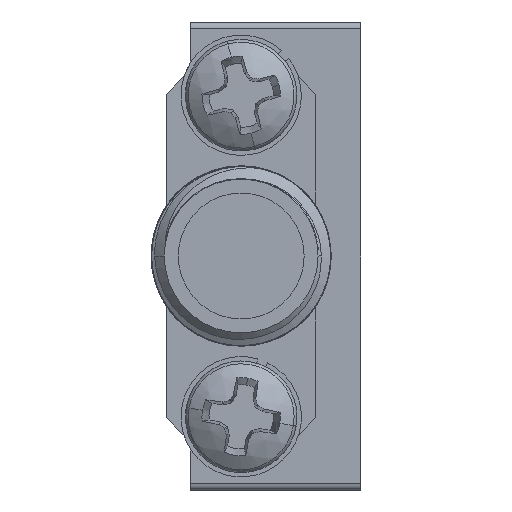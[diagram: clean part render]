
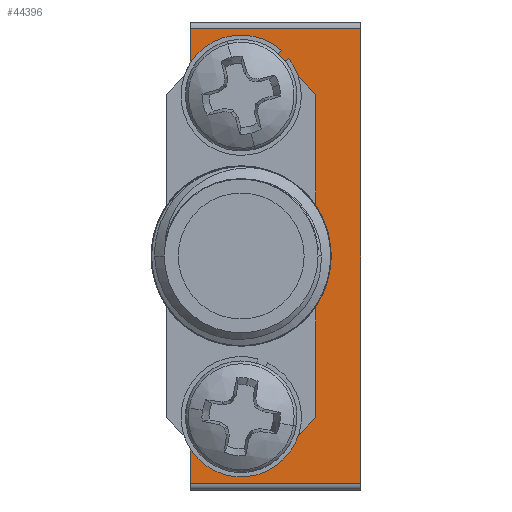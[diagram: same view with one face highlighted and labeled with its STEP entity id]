
A CAD part, left-side view. The second image highlights one B-rep face of the part: STEP entity #44396.
In plain terms, the highlighted planar face has unit normal (-1, 0, 0).
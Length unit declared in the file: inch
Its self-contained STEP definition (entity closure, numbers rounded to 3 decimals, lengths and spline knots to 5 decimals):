
#14 = CARTESIAN_POINT ( 'NONE',  ( -0.55421, -0.0183, 0.06832 ) ) ;
#598 = CARTESIAN_POINT ( 'NONE',  ( -0.55421, -0.1973, 0.17782 ) ) ;
#753 = VECTOR ( 'NONE', #21926, 39.37008 ) ;
#1393 = EDGE_CURVE ( 'NONE', #37683, #42957, #20401, .T. ) ;
#1488 = AXIS2_PLACEMENT_3D ( 'NONE', #14, #23075, #7162 ) ;
#2272 = ORIENTED_EDGE ( 'NONE', *, *, #29151, .F. ) ;
#2368 = FACE_BOUND ( 'NONE', #28945, .T. ) ;
#3529 = CARTESIAN_POINT ( 'NONE',  ( -0.55421, -0.0903, 0.01982 ) ) ;
#5735 = EDGE_CURVE ( 'NONE', #51528, #48352, #44790, .T. ) ;
#6216 = CIRCLE ( 'NONE', #34876, 0.043 ) ;
#6442 = VECTOR ( 'NONE', #14609, 39.37008 ) ;
#6489 = DIRECTION ( 'NONE',  ( 0., 0., 1. ) ) ;
#6654 = EDGE_CURVE ( 'NONE', #51528, #16946, #52160, .T. ) ;
#7162 = DIRECTION ( 'NONE',  ( 0., 0., 1. ) ) ;
#7203 = CARTESIAN_POINT ( 'NONE',  ( -0.55421, 0.0577, 0.01982 ) ) ;
#7980 = CARTESIAN_POINT ( 'NONE',  ( -0.55421, -0.1973, 0.01982 ) ) ;
#10508 = CARTESIAN_POINT ( 'NONE',  ( -0.55421, -0.0183, -0.36968 ) ) ;
#10679 = CARTESIAN_POINT ( 'NONE',  ( -0.55421, 0.0577, -0.36418 ) ) ;
#11430 = VERTEX_POINT ( 'NONE', #24585 ) ;
#11551 = CARTESIAN_POINT ( 'NONE',  ( -0.55421, -0.0183, 0.11132 ) ) ;
#12130 = ORIENTED_EDGE ( 'NONE', *, *, #40474, .F. ) ;
#12217 = CARTESIAN_POINT ( 'NONE',  ( -0.55421, -0.1973, -0.51218 ) ) ;
#13025 = EDGE_LOOP ( 'NONE', ( #12130, #20954, #48914, #48806, #27010, #40571, #32841, #15107 ) ) ;
#13331 = CARTESIAN_POINT ( 'NONE',  ( -0.55421, 0.0577, -0.52218 ) ) ;
#13453 = CARTESIAN_POINT ( 'NONE',  ( -0.55421, -0.1973, -0.51218 ) ) ;
#13509 = AXIS2_PLACEMENT_3D ( 'NONE', #34190, #18519, #34427 ) ;
#14314 = AXIS2_PLACEMENT_3D ( 'NONE', #48580, #16306, #23753 ) ;
#14350 = CARTESIAN_POINT ( 'NONE',  ( -0.55421, -0.0903, -0.35418 ) ) ;
#14609 = DIRECTION ( 'NONE',  ( 0., 0., 1. ) ) ;
#14720 = CARTESIAN_POINT ( 'NONE',  ( -0.55421, -0.0183, -0.41268 ) ) ;
#15107 = ORIENTED_EDGE ( 'NONE', *, *, #5735, .T. ) ;
#15500 = VECTOR ( 'NONE', #44273, 39.37008 ) ;
#16306 = DIRECTION ( 'NONE',  ( -1., 0., 0. ) ) ;
#16946 = VERTEX_POINT ( 'NONE', #43552 ) ;
#18519 = DIRECTION ( 'NONE',  ( 1., 0., 0. ) ) ;
#18822 = EDGE_CURVE ( 'NONE', #26672, #16946, #23586, .T. ) ;
#19953 = LINE ( 'NONE', #598, #15500 ) ;
#20401 = LINE ( 'NONE', #20914, #37774 ) ;
#20407 = EDGE_CURVE ( 'NONE', #28496, #28990, #6216, .T. ) ;
#20672 = DIRECTION ( 'NONE',  ( 0., 0., 1. ) ) ;
#20914 = CARTESIAN_POINT ( 'NONE',  ( -0.55421, -0.1973, -0.36418 ) ) ;
#20954 = ORIENTED_EDGE ( 'NONE', *, *, #1393, .T. ) ;
#21926 = DIRECTION ( 'NONE',  ( 0., -1., 0. ) ) ;
#23075 = DIRECTION ( 'NONE',  ( -1., 0., 0. ) ) ;
#23586 = LINE ( 'NONE', #34693, #48989 ) ;
#23753 = DIRECTION ( 'NONE',  ( 0., 0., 1. ) ) ;
#24585 = CARTESIAN_POINT ( 'NONE',  ( -0.55421, 0.0577, -0.51218 ) ) ;
#25768 = CARTESIAN_POINT ( 'NONE',  ( -0.55421, -0.0183, -0.45568 ) ) ;
#26414 = DIRECTION ( 'NONE',  ( 0., 0., 1. ) ) ;
#26672 = VERTEX_POINT ( 'NONE', #49187 ) ;
#27010 = ORIENTED_EDGE ( 'NONE', *, *, #37493, .F. ) ;
#27576 = CARTESIAN_POINT ( 'NONE',  ( -0.55421, -0.0183, 0.02532 ) ) ;
#27673 = EDGE_CURVE ( 'NONE', #28990, #28496, #51653, .T. ) ;
#28496 = VERTEX_POINT ( 'NONE', #10508 ) ;
#28945 = EDGE_LOOP ( 'NONE', ( #2272, #33431 ) ) ;
#28990 = VERTEX_POINT ( 'NONE', #25768 ) ;
#29139 = DIRECTION ( 'NONE',  ( 0., 1., 0. ) ) ;
#29151 = EDGE_CURVE ( 'NONE', #45607, #40752, #41223, .T. ) ;
#29951 = PLANE ( 'NONE',  #13509 ) ;
#30312 = VECTOR ( 'NONE', #45073, 39.37008 ) ;
#30715 = FACE_BOUND ( 'NONE', #48293, .T. ) ;
#32041 = CIRCLE ( 'NONE', #14314, 0.043 ) ;
#32064 = CARTESIAN_POINT ( 'NONE',  ( -0.55421, 0.0577, 0.00982 ) ) ;
#32841 = ORIENTED_EDGE ( 'NONE', *, *, #6654, .F. ) ;
#33431 = ORIENTED_EDGE ( 'NONE', *, *, #48003, .F. ) ;
#33814 = DIRECTION ( 'NONE',  ( -1., 0., 0. ) ) ;
#34190 = CARTESIAN_POINT ( 'NONE',  ( -0.55421, -0.1973, 0.17782 ) ) ;
#34427 = DIRECTION ( 'NONE',  ( 0., 0., -1. ) ) ;
#34473 = LINE ( 'NONE', #14350, #6442 ) ;
#34693 = CARTESIAN_POINT ( 'NONE',  ( -0.55421, -0.1973, 0.16782 ) ) ;
#34876 = AXIS2_PLACEMENT_3D ( 'NONE', #37769, #33814, #6489 ) ;
#36230 = VECTOR ( 'NONE', #20672, 39.37008 ) ;
#37483 = VECTOR ( 'NONE', #40838, 39.37008 ) ;
#37493 = EDGE_CURVE ( 'NONE', #26672, #43398, #19953, .T. ) ;
#37683 = VERTEX_POINT ( 'NONE', #51385 ) ;
#37769 = CARTESIAN_POINT ( 'NONE',  ( -0.55421, -0.0183, -0.41268 ) ) ;
#37774 = VECTOR ( 'NONE', #29139, 39.37008 ) ;
#39703 = DIRECTION ( 'NONE',  ( 0., 1., 0. ) ) ;
#40474 = EDGE_CURVE ( 'NONE', #37683, #48352, #34473, .T. ) ;
#40571 = ORIENTED_EDGE ( 'NONE', *, *, #18822, .T. ) ;
#40692 = AXIS2_PLACEMENT_3D ( 'NONE', #14720, #42511, #26414 ) ;
#40752 = VERTEX_POINT ( 'NONE', #27576 ) ;
#40838 = DIRECTION ( 'NONE',  ( 0., -1., 0. ) ) ;
#41223 = CIRCLE ( 'NONE', #1488, 0.043 ) ;
#42341 = EDGE_CURVE ( 'NONE', #11430, #43398, #50462, .T. ) ;
#42511 = DIRECTION ( 'NONE',  ( -1., 0., 0. ) ) ;
#42957 = VERTEX_POINT ( 'NONE', #10679 ) ;
#43143 = EDGE_CURVE ( 'NONE', #11430, #42957, #50084, .T. ) ;
#43398 = VERTEX_POINT ( 'NONE', #12217 ) ;
#43552 = CARTESIAN_POINT ( 'NONE',  ( -0.55421, 0.0577, 0.16782 ) ) ;
#44273 = DIRECTION ( 'NONE',  ( 0., 0., -1. ) ) ;
#44396 = ADVANCED_FACE ( 'NONE', ( #30715, #46817, #2368 ), #29951, .F. ) ;
#44790 = LINE ( 'NONE', #7980, #37483 ) ;
#45073 = DIRECTION ( 'NONE',  ( 0., 0., 1. ) ) ;
#45607 = VERTEX_POINT ( 'NONE', #11551 ) ;
#46817 = FACE_OUTER_BOUND ( 'NONE', #13025, .T. ) ;
#48003 = EDGE_CURVE ( 'NONE', #40752, #45607, #32041, .T. ) ;
#48293 = EDGE_LOOP ( 'NONE', ( #49529, #48656 ) ) ;
#48352 = VERTEX_POINT ( 'NONE', #3529 ) ;
#48580 = CARTESIAN_POINT ( 'NONE',  ( -0.55421, -0.0183, 0.06832 ) ) ;
#48656 = ORIENTED_EDGE ( 'NONE', *, *, #27673, .F. ) ;
#48806 = ORIENTED_EDGE ( 'NONE', *, *, #42341, .T. ) ;
#48914 = ORIENTED_EDGE ( 'NONE', *, *, #43143, .F. ) ;
#48989 = VECTOR ( 'NONE', #39703, 39.37008 ) ;
#49187 = CARTESIAN_POINT ( 'NONE',  ( -0.55421, -0.1973, 0.16782 ) ) ;
#49529 = ORIENTED_EDGE ( 'NONE', *, *, #20407, .F. ) ;
#50084 = LINE ( 'NONE', #13331, #30312 ) ;
#50462 = LINE ( 'NONE', #13453, #753 ) ;
#51385 = CARTESIAN_POINT ( 'NONE',  ( -0.55421, -0.0903, -0.36418 ) ) ;
#51528 = VERTEX_POINT ( 'NONE', #7203 ) ;
#51653 = CIRCLE ( 'NONE', #40692, 0.043 ) ;
#52160 = LINE ( 'NONE', #32064, #36230 ) ;
